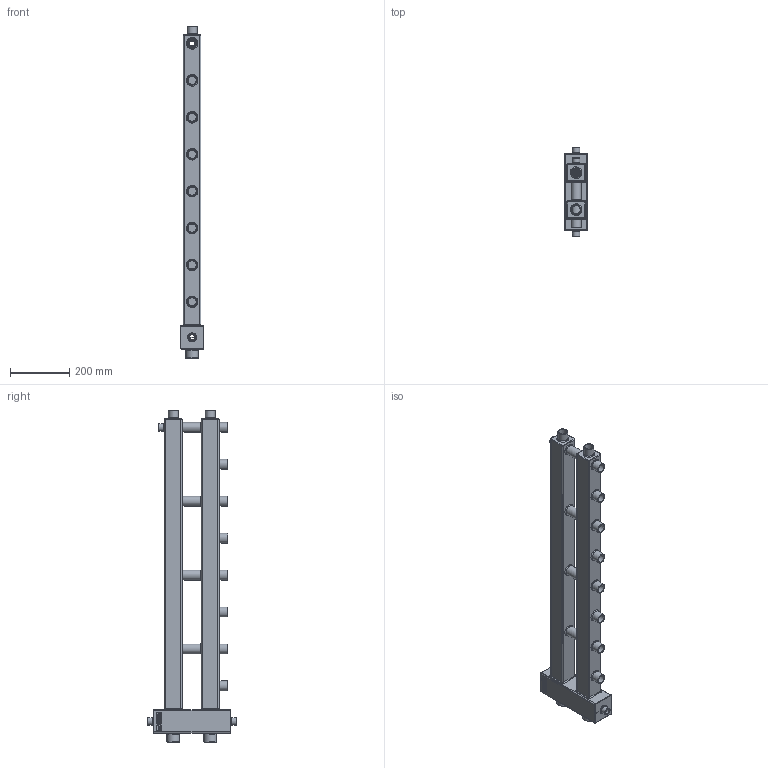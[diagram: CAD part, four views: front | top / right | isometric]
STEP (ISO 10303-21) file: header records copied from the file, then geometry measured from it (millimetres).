
FILE_DESCRIPTION(('STEP AP203'), '1');
FILE_NAME('BMSS-60-5D.18', '', ('UNSPECIFIED'), ('UNSPECIFIED'), 'ASCON STEP Converter 1.6', 'ASCON Math Kernel', '');
FILE_SCHEMA(('CONFIG_CONTROL_DESIGN'));
Length unit declared in the file: millimetre
Bounding box: 80.55 x 302 x 1124 mm (x, y, z)
Volume: 1360285.8 mm3; surface area: 1259796.4 mm2
Topology: 1 solids, 1 shells, 727 faces, 1905 edges, 1238 vertices
Faces by surface type: cylinder 256, plane 196, bspline 171, cone 57, torus 47
Full cylindrical faces by diameter (mm): 6 x136, 17.071 x3, 24 x3, 25 x3, 27.5 x10, 30 x10, 33.5 x17, 34 x8, 36.3 x2, 42.3 x2, 52 x2
Entity records: 31896 total; most frequent: CARTESIAN_POINT 9458, ORIENTED_EDGE 3260, DIRECTION 2898, EDGE_CURVE 1630, EDGE_LOOP 1384, VERTEX_POINT 1238, AXIS2_PLACEMENT_3D 1202, FACE_BOUND 895
